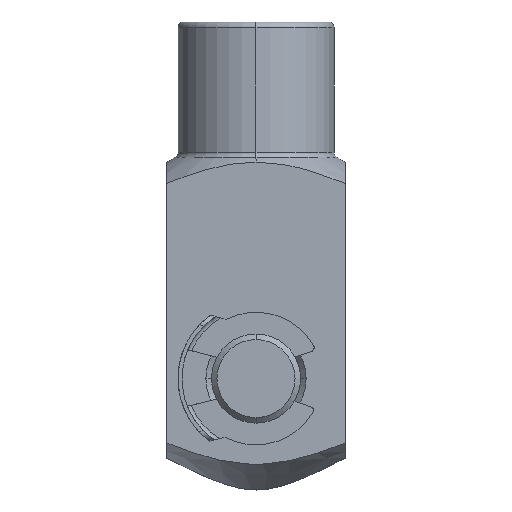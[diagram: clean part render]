
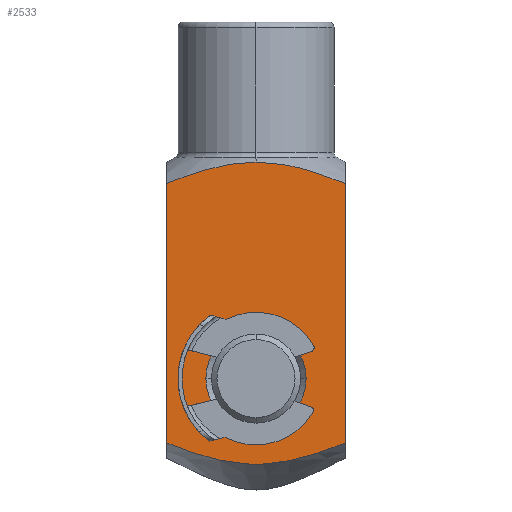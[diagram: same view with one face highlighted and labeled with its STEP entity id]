
A CAD part, left-side view. The second image highlights one B-rep face of the part: STEP entity #2533.
In plain terms, the highlighted planar face has unit normal (-1, 0, 0).
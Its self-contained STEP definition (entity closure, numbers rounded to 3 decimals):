
#71 = EDGE_LOOP ( 'NONE', ( #2458, #2432 ) ) ;
#80 = EDGE_LOOP ( 'NONE', ( #2454, #2448, #259, #258, #257 ) ) ;
#257 = ORIENTED_EDGE ( 'NONE', *, *, #2620, .F. ) ;
#258 = ORIENTED_EDGE ( 'NONE', *, *, #2645, .F. ) ;
#259 = ORIENTED_EDGE ( 'NONE', *, *, #2656, .T. ) ;
#283 = VERTEX_POINT ( 'NONE', #2704 ) ;
#300 = VERTEX_POINT ( 'NONE', #302 ) ;
#302 = CARTESIAN_POINT ( 'NONE',  ( -8., 8., 27.509 ) ) ;
#353 = VERTEX_POINT ( 'NONE', #2397 ) ;
#385 = VERTEX_POINT ( 'NONE', #649 ) ;
#649 = CARTESIAN_POINT ( 'NONE',  ( -8., 4.5, 10. ) ) ;
#1020 = CARTESIAN_POINT ( 'NONE',  ( -8., 8., -22. ) ) ;
#1025 = PLANE ( 'NONE',  #2895 ) ;
#1026 = DIRECTION ( 'NONE',  ( -1., 0., 0. ) ) ;
#1027 = DIRECTION ( 'NONE',  ( 0., 0., 1. ) ) ;
#1194 = CARTESIAN_POINT ( 'NONE',  ( -8., 0., 10. ) ) ;
#1195 = DIRECTION ( 'NONE',  ( 1., 0., 0. ) ) ;
#1196 = DIRECTION ( 'NONE',  ( 0., 0., 1. ) ) ;
#1253 = CARTESIAN_POINT ( 'NONE',  ( -8., 8., 27.509 ) ) ;
#1256 = CARTESIAN_POINT ( 'NONE',  ( -8., 7.361, 27.77 ) ) ;
#1257 = CARTESIAN_POINT ( 'NONE',  ( -8., 6.716, 28.019 ) ) ;
#1258 = CARTESIAN_POINT ( 'NONE',  ( -8., 5.405, 28.475 ) ) ;
#1259 = CARTESIAN_POINT ( 'NONE',  ( -8., 4.743, 28.683 ) ) ;
#1260 = CARTESIAN_POINT ( 'NONE',  ( -8., 2.744, 29.207 ) ) ;
#1261 = CARTESIAN_POINT ( 'NONE',  ( -8., 1.389, 29.423 ) ) ;
#1262 = CARTESIAN_POINT ( 'NONE',  ( -8., 0., 29.423 ) ) ;
#1372 = CARTESIAN_POINT ( 'NONE',  ( -8., 0., 29.423 ) ) ;
#1390 = CARTESIAN_POINT ( 'NONE',  ( -8., 0., 10. ) ) ;
#1391 = CARTESIAN_POINT ( 'NONE',  ( -8., -0.345, 29.423 ) ) ;
#1392 = CARTESIAN_POINT ( 'NONE',  ( -8., -0.693, 29.41 ) ) ;
#1393 = CARTESIAN_POINT ( 'NONE',  ( -8., -1.385, 29.358 ) ) ;
#1394 = CARTESIAN_POINT ( 'NONE',  ( -8., -1.728, 29.32 ) ) ;
#1395 = CARTESIAN_POINT ( 'NONE',  ( -8., -2.75, 29.172 ) ) ;
#1396 = CARTESIAN_POINT ( 'NONE',  ( -8., -3.422, 29.03 ) ) ;
#1397 = CARTESIAN_POINT ( 'NONE',  ( -8., -4.752, 28.68 ) ) ;
#1398 = CARTESIAN_POINT ( 'NONE',  ( -8., -5.411, 28.474 ) ) ;
#1399 = CARTESIAN_POINT ( 'NONE',  ( -8., -6.717, 28.018 ) ) ;
#1400 = CARTESIAN_POINT ( 'NONE',  ( -8., -7.362, 27.77 ) ) ;
#1401 = CARTESIAN_POINT ( 'NONE',  ( -8., -8., 27.509 ) ) ;
#1406 = DIRECTION ( 'NONE',  ( 1., 0., 0. ) ) ;
#1407 = DIRECTION ( 'NONE',  ( 0., 0., 1. ) ) ;
#1411 = CARTESIAN_POINT ( 'NONE',  ( -8., 8., 4.223 ) ) ;
#1428 = CARTESIAN_POINT ( 'NONE',  ( -8., 7.363, 3.963 ) ) ;
#1429 = CARTESIAN_POINT ( 'NONE',  ( -8., 6.72, 3.715 ) ) ;
#1430 = CARTESIAN_POINT ( 'NONE',  ( -8., 5.415, 3.26 ) ) ;
#1431 = CARTESIAN_POINT ( 'NONE',  ( -8., 4.755, 3.053 ) ) ;
#1432 = CARTESIAN_POINT ( 'NONE',  ( -8., 2.765, 2.53 ) ) ;
#1433 = CARTESIAN_POINT ( 'NONE',  ( -8., 1.416, 2.313 ) ) ;
#1434 = CARTESIAN_POINT ( 'NONE',  ( -8., -0.311, 2.309 ) ) ;
#1435 = CARTESIAN_POINT ( 'NONE',  ( -8., -0.661, 2.321 ) ) ;
#1436 = CARTESIAN_POINT ( 'NONE',  ( -8., -1.356, 2.371 ) ) ;
#1437 = CARTESIAN_POINT ( 'NONE',  ( -8., -1.701, 2.409 ) ) ;
#1438 = CARTESIAN_POINT ( 'NONE',  ( -8., -2.728, 2.555 ) ) ;
#1439 = CARTESIAN_POINT ( 'NONE',  ( -8., -3.403, 2.698 ) ) ;
#1440 = CARTESIAN_POINT ( 'NONE',  ( -8., -4.738, 3.048 ) ) ;
#1441 = CARTESIAN_POINT ( 'NONE',  ( -8., -5.399, 3.255 ) ) ;
#1442 = CARTESIAN_POINT ( 'NONE',  ( -8., -6.712, 3.712 ) ) ;
#1443 = CARTESIAN_POINT ( 'NONE',  ( -8., -7.359, 3.961 ) ) ;
#1444 = CARTESIAN_POINT ( 'NONE',  ( -8., -8., 4.223 ) ) ;
#1451 = CARTESIAN_POINT ( 'NONE',  ( -8., 8., -22. ) ) ;
#1452 = DIRECTION ( 'NONE',  ( 0., 0., 1. ) ) ;
#1453 = CARTESIAN_POINT ( 'NONE',  ( -8., -8., -22. ) ) ;
#1454 = DIRECTION ( 'NONE',  ( 0., 0., 1. ) ) ;
#1602 = CARTESIAN_POINT ( 'NONE',  ( -8., 0., 29.423 ) ) ;
#1612 = CARTESIAN_POINT ( 'NONE',  ( -8., -8., 4.223 ) ) ;
#1614 = CARTESIAN_POINT ( 'NONE',  ( -8., -4.5, 10. ) ) ;
#1881 = B_SPLINE_CURVE_WITH_KNOTS ( 'NONE', 3,
 ( #1253, #1256, #1257, #1258, #1259, #1260, #1261, #1262 ),
 .UNSPECIFIED., .F., .F.,
 ( 4, 2, 2, 4 ),
 ( 0.021, 0.023, 0.025, 0.029 ),
 .UNSPECIFIED. ) ;
#1889 = B_SPLINE_CURVE_WITH_KNOTS ( 'NONE', 3,
 ( #1372, #1391, #1392, #1393, #1394, #1395, #1396, #1397, #1398, #1399, #1400, #1401 ),
 .UNSPECIFIED., .F., .F.,
 ( 4, 2, 2, 2, 2, 4 ),
 ( 0.029, 0.03, 0.031, 0.033, 0.035, 0.037 ),
 .UNSPECIFIED. ) ;
#1891 = B_SPLINE_CURVE_WITH_KNOTS ( 'NONE', 3,
 ( #1411, #1428, #1429, #1430, #1431, #1432, #1433, #1434, #1435, #1436, #1437, #1438, #1439, #1440, #1441, #1442, #1443, #1444 ),
 .UNSPECIFIED., .F., .F.,
 ( 4, 2, 2, 2, 2, 2, 2, 2, 4 ),
 ( 0.021, 0.023, 0.025, 0.029, 0.03, 0.031, 0.033, 0.035, 0.037 ),
 .UNSPECIFIED. ) ;
#2099 = FACE_OUTER_BOUND ( 'NONE', #80, .T. ) ;
#2106 = FACE_BOUND ( 'NONE', #71, .T. ) ;
#2170 = CIRCLE ( 'NONE', #2913, 4.5 ) ;
#2227 = VECTOR ( 'NONE', #1452, 1000. ) ;
#2230 = CIRCLE ( 'NONE', #2929, 4.5 ) ;
#2233 = LINE ( 'NONE', #1451, #2227 ) ;
#2239 = LINE ( 'NONE', #1453, #2240 ) ;
#2240 = VECTOR ( 'NONE', #1454, 1000. ) ;
#2397 = CARTESIAN_POINT ( 'NONE',  ( -8., 8., 4.223 ) ) ;
#2432 = ORIENTED_EDGE ( 'NONE', *, *, #2647, .T. ) ;
#2448 = ORIENTED_EDGE ( 'NONE', *, *, #2653, .T. ) ;
#2454 = ORIENTED_EDGE ( 'NONE', *, *, #2655, .F. ) ;
#2458 = ORIENTED_EDGE ( 'NONE', *, *, #2597, .T. ) ;
#2533 = ADVANCED_FACE ( 'NONE', ( #2106, #2099 ), #1025, .T. ) ;
#2597 = EDGE_CURVE ( 'NONE', #2725, #385, #2170, .T. ) ;
#2620 = EDGE_CURVE ( 'NONE', #300, #2712, #1881, .T. ) ;
#2645 = EDGE_CURVE ( 'NONE', #2712, #283, #1889, .T. ) ;
#2647 = EDGE_CURVE ( 'NONE', #385, #2725, #2230, .T. ) ;
#2653 = EDGE_CURVE ( 'NONE', #353, #2723, #1891, .T. ) ;
#2655 = EDGE_CURVE ( 'NONE', #353, #300, #2233, .T. ) ;
#2656 = EDGE_CURVE ( 'NONE', #2723, #283, #2239, .T. ) ;
#2704 = CARTESIAN_POINT ( 'NONE',  ( -8., -8., 27.509 ) ) ;
#2712 = VERTEX_POINT ( 'NONE', #1602 ) ;
#2723 = VERTEX_POINT ( 'NONE', #1612 ) ;
#2725 = VERTEX_POINT ( 'NONE', #1614 ) ;
#2895 = AXIS2_PLACEMENT_3D ( 'NONE', #1020, #1026, #1027 ) ;
#2913 = AXIS2_PLACEMENT_3D ( 'NONE', #1194, #1195, #1196 ) ;
#2929 = AXIS2_PLACEMENT_3D ( 'NONE', #1390, #1406, #1407 ) ;
